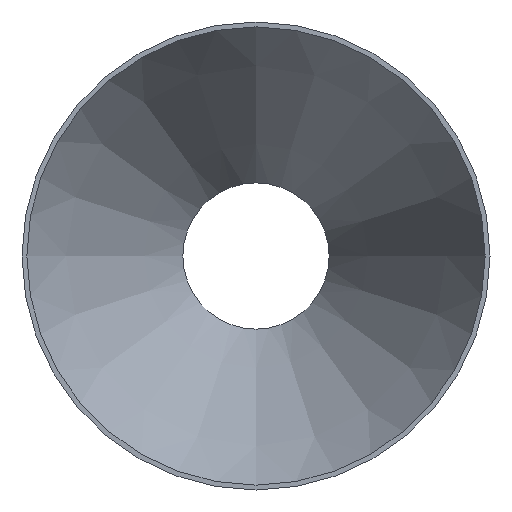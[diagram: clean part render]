
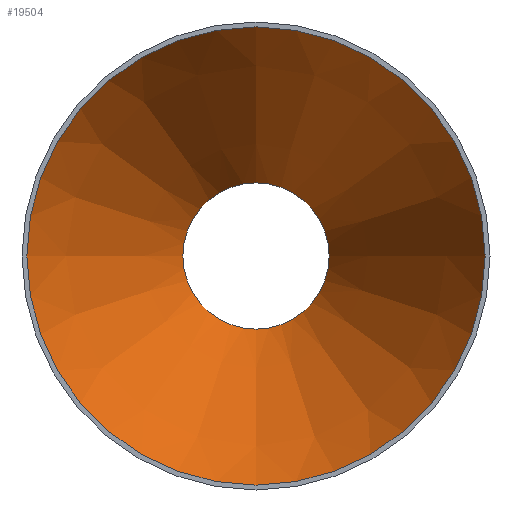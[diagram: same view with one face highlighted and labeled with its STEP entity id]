
A CAD part, front view. The second image highlights one B-rep face of the part: STEP entity #19504.
In plain terms, the highlighted conical face has half-angle 28.003 degrees and reference radius 158.552 mm.
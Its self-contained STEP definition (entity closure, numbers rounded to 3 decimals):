
#1522 = DIRECTION ( 'NONE',  ( 0., 0., -1. ) ) ;
#1822 = EDGE_LOOP ( 'NONE', ( #23911 ) ) ;
#3979 = CARTESIAN_POINT ( 'NONE',  ( 0., 0., -158.552 ) ) ;
#5162 = DIRECTION ( 'NONE',  ( 0., -1., 0. ) ) ;
#8421 = AXIS2_PLACEMENT_3D ( 'NONE', #18626, #42179, #39474 ) ;
#9149 = AXIS2_PLACEMENT_3D ( 'NONE', #31958, #5162, #18642 ) ;
#12451 = EDGE_CURVE ( 'NONE', #41424, #41424, #25224, .T. ) ;
#17623 = EDGE_CURVE ( 'NONE', #41645, #41645, #38160, .T. ) ;
#18626 = CARTESIAN_POINT ( 'NONE',  ( 0., 203., 0. ) ) ;
#18642 = DIRECTION ( 'NONE',  ( 0., 0., -1. ) ) ;
#18851 = FACE_OUTER_BOUND ( 'NONE', #1822, .T. ) ;
#19504 = ADVANCED_FACE ( 'NONE', ( #21748, #18851 ), #41754, .F. ) ;
#21748 = FACE_BOUND ( 'NONE', #30143, .T. ) ;
#23911 = ORIENTED_EDGE ( 'NONE', *, *, #12451, .T. ) ;
#24752 = DIRECTION ( 'NONE',  ( 0., -1., 0. ) ) ;
#25224 = CIRCLE ( 'NONE', #32272, 158.552 ) ;
#30143 = EDGE_LOOP ( 'NONE', ( #40375 ) ) ;
#30957 = CARTESIAN_POINT ( 'NONE',  ( 0., 0., 0. ) ) ;
#31958 = CARTESIAN_POINT ( 'NONE',  ( 0., 0., 0. ) ) ;
#32272 = AXIS2_PLACEMENT_3D ( 'NONE', #30957, #24752, #1522 ) ;
#38160 = CIRCLE ( 'NONE', #8421, 50.602 ) ;
#39474 = DIRECTION ( 'NONE',  ( 0., 0., -1. ) ) ;
#40375 = ORIENTED_EDGE ( 'NONE', *, *, #17623, .F. ) ;
#40990 = CARTESIAN_POINT ( 'NONE',  ( 0., 203., -50.602 ) ) ;
#41424 = VERTEX_POINT ( 'NONE', #3979 ) ;
#41645 = VERTEX_POINT ( 'NONE', #40990 ) ;
#41754 = CONICAL_SURFACE ( 'NONE', #9149, 158.552, 0.489 ) ;
#42179 = DIRECTION ( 'NONE',  ( 0., -1., 0. ) ) ;
